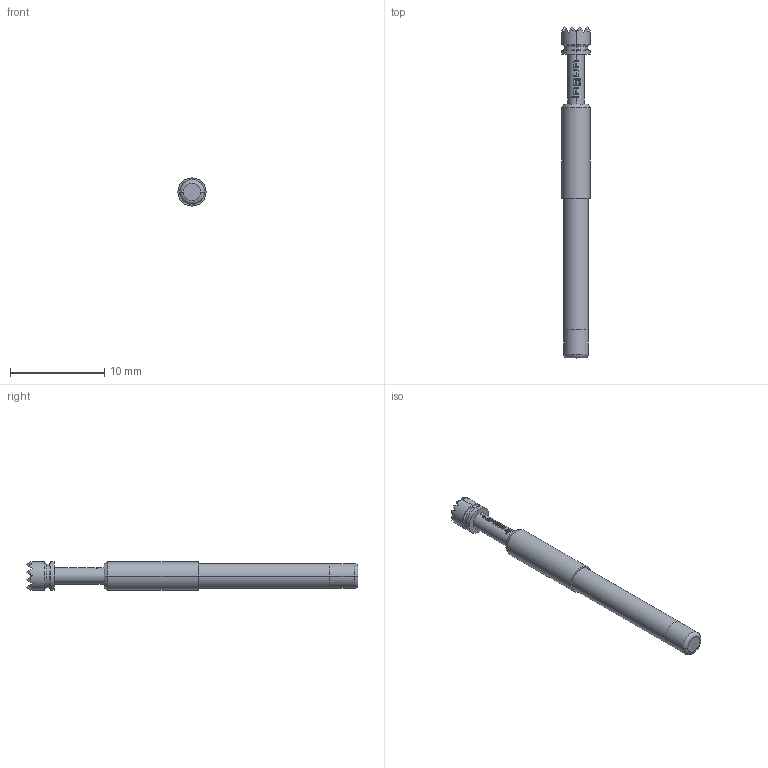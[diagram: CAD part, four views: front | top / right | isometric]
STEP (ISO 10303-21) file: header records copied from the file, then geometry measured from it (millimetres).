
FILE_DESCRIPTION (( 'STEP AP203' ), '1' );
FILE_NAME ('INGUN_HSS-120_306_300_A_xx10.STEP', '2022-02-04T08:53:25', ( 'ochi' ), ( '' ), 'SwSTEP 2.0', 'SolidWorks 2018', '' );
FILE_SCHEMA (( 'CONFIG_CONTROL_DESIGN' ));
Length unit declared in the file: millimetre
Products named in the file (1): INGUN_HSS-120_306_300_A_xx10
Bounding box: 3 x 35.3 x 3 mm (x, y, z)
Volume: 193.9 mm3; surface area: 319.2 mm2
Topology: 1 solids, 1 shells, 166 faces, 404 edges, 247 vertices
Faces by surface type: plane 103, cylinder 33, bspline 22, torus 6, cone 2
Entity records: 5147 total; most frequent: CARTESIAN_POINT 1434, ORIENTED_EDGE 808, DIRECTION 692, EDGE_CURVE 404, AXIS2_PLACEMENT_3D 261, VERTEX_POINT 247, EDGE_LOOP 173, VECTOR 170
